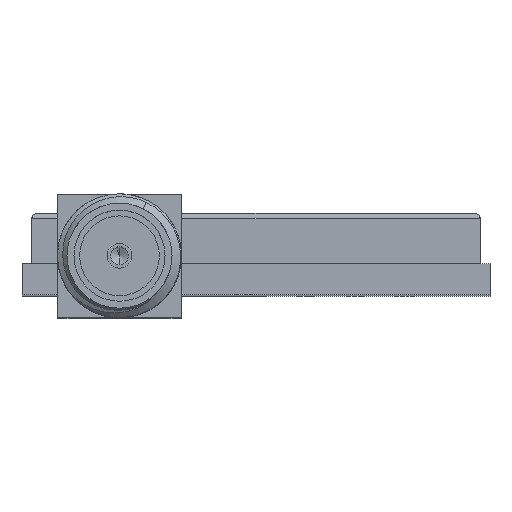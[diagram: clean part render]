
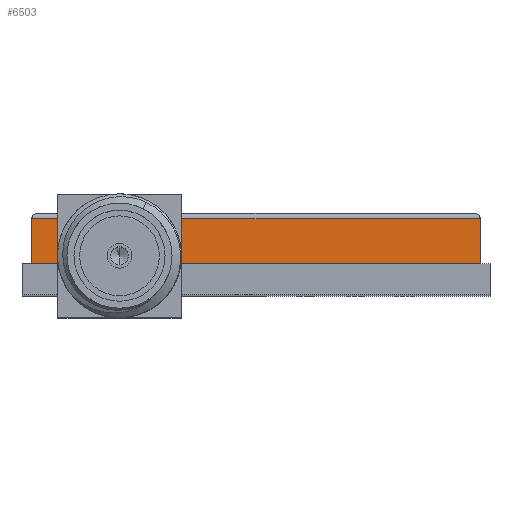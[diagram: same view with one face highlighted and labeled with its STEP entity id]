
A CAD part, top view. The second image highlights one B-rep face of the part: STEP entity #6503.
In plain terms, the highlighted planar face has unit normal (0, 0, 1).
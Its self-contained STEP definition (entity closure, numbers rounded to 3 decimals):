
#9 = EDGE_CURVE ( 'NONE', #5294, #5646, #6059, .T. ) ;
#71 = CARTESIAN_POINT ( 'NONE',  ( 23.5, 4.2, -5.5 ) ) ;
#402 = LINE ( 'NONE', #2603, #2507 ) ;
#469 = DIRECTION ( 'NONE',  ( -1., 0., 0. ) ) ;
#507 = PLANE ( 'NONE',  #2398 ) ;
#579 = VECTOR ( 'NONE', #973, 1000. ) ;
#861 = DIRECTION ( 'NONE',  ( 1., 0., 0. ) ) ;
#973 = DIRECTION ( 'NONE',  ( 0., -1., 0. ) ) ;
#1197 = CARTESIAN_POINT ( 'NONE',  ( 0.5, 3.9, -5.5 ) ) ;
#1570 = EDGE_CURVE ( 'NONE', #6093, #2266, #6365, .T. ) ;
#1953 = ORIENTED_EDGE ( 'NONE', *, *, #6946, .T. ) ;
#1970 = DIRECTION ( 'NONE',  ( -1., 0., 0. ) ) ;
#2233 = DIRECTION ( 'NONE',  ( 0., -1., 0. ) ) ;
#2247 = CARTESIAN_POINT ( 'NONE',  ( 0.5, 4.2, -5.5 ) ) ;
#2266 = VERTEX_POINT ( 'NONE', #3626 ) ;
#2398 = AXIS2_PLACEMENT_3D ( 'NONE', #2247, #5923, #469 ) ;
#2405 = VECTOR ( 'NONE', #861, 1000. ) ;
#2504 = LINE ( 'NONE', #6849, #2405 ) ;
#2507 = VECTOR ( 'NONE', #1970, 1000. ) ;
#2603 = CARTESIAN_POINT ( 'NONE',  ( 0.5, 3.9, -5.5 ) ) ;
#3626 = CARTESIAN_POINT ( 'NONE',  ( 0.5, 1.6, -5.5 ) ) ;
#3776 = ORIENTED_EDGE ( 'NONE', *, *, #6981, .T. ) ;
#3943 = ORIENTED_EDGE ( 'NONE', *, *, #1570, .T. ) ;
#4126 = CARTESIAN_POINT ( 'NONE',  ( 23.5, 1.6, -5.5 ) ) ;
#4932 = FACE_OUTER_BOUND ( 'NONE', #6382, .T. ) ;
#5294 = VERTEX_POINT ( 'NONE', #6152 ) ;
#5646 = VERTEX_POINT ( 'NONE', #4126 ) ;
#5898 = ORIENTED_EDGE ( 'NONE', *, *, #9, .F. ) ;
#5923 = DIRECTION ( 'NONE',  ( 0., 0., -1. ) ) ;
#6059 = LINE ( 'NONE', #71, #6426 ) ;
#6093 = VERTEX_POINT ( 'NONE', #1197 ) ;
#6152 = CARTESIAN_POINT ( 'NONE',  ( 23.5, 3.9, -5.5 ) ) ;
#6365 = LINE ( 'NONE', #6438, #579 ) ;
#6382 = EDGE_LOOP ( 'NONE', ( #5898, #1953, #3943, #3776 ) ) ;
#6426 = VECTOR ( 'NONE', #2233, 1000. ) ;
#6438 = CARTESIAN_POINT ( 'NONE',  ( 0.5, 4.2, -5.5 ) ) ;
#6503 = ADVANCED_FACE ( 'NONE', ( #4932 ), #507, .F. ) ;
#6849 = CARTESIAN_POINT ( 'NONE',  ( 0.5, 1.6, -5.5 ) ) ;
#6946 = EDGE_CURVE ( 'NONE', #5294, #6093, #402, .T. ) ;
#6981 = EDGE_CURVE ( 'NONE', #2266, #5646, #2504, .T. ) ;
